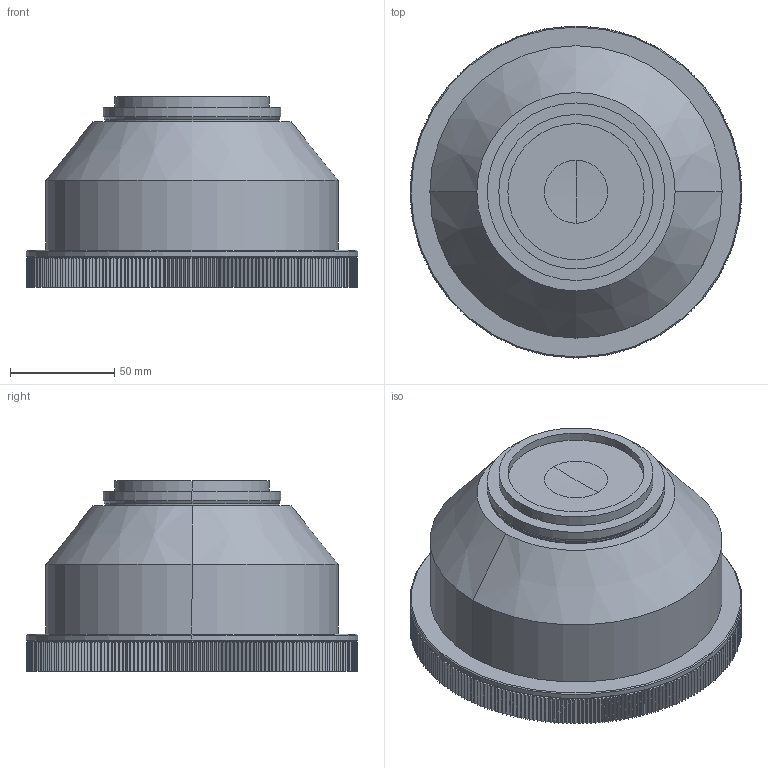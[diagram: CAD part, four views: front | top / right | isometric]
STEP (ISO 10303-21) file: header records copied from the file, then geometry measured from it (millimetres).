
FILE_DESCRIPTION (( 'STEP AP203' ), '1' );
FILE_NAME ('S4LFT3250_328_02.STEP', '2018-11-23T10:22:31', ( '' ), ( '' ), 'SwSTEP 2.0', 'SolidWorks 2017', '' );
FILE_SCHEMA (( 'CONFIG_CONTROL_DESIGN' ));
Length unit declared in the file: millimetre
Products named in the file (1): S4LFT3250_328_02
Bounding box: 159 x 159 x 91.33 mm (x, y, z)
Volume: 1190639.8 mm3; surface area: 78336.8 mm2
Topology: 1 solids, 1 shells, 792 faces, 2331 edges, 1549 vertices
Faces by surface type: plane 509, cylinder 267, cone 8, torus 6, sphere 2
Entity records: 26408 total; most frequent: CARTESIAN_POINT 4673, ORIENTED_EDGE 4662, DIRECTION 4473, EDGE_CURVE 2331, LINE 1775, VECTOR 1775, VERTEX_POINT 1549, AXIS2_PLACEMENT_3D 1349
